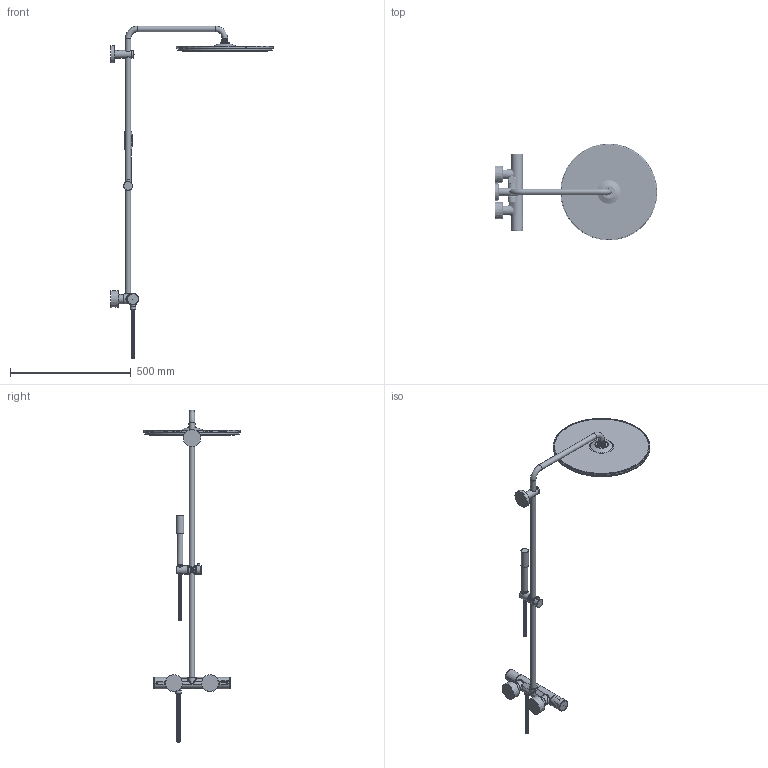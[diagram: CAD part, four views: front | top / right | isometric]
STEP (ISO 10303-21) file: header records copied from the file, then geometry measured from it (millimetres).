
FILE_DESCRIPTION(/* description */ ('Unknown'),/* implementation_level */ '2;1');
FILE_NAME(/* name */ '27174001d',/* time_stamp */ '2022-09-09T13:48:11+02:00',/* author */ ('Unknown'),/* organization */ ('GROHE AG'),/* preprocessor_version */ 'ST-DEVELOPER v16.7',/* originating_system */ 'DEX',/* authorisation */ $);
FILE_SCHEMA (('AUTOMOTIVE_DESIGN {1 0 10303 214 3 1 1}'));
Products named in the file (4): 27174001d; id11; cnet_srf; extrude#
Assembly tree (3 placements, depth 2):
  27174001d
    id11
    cnet_srf
    extrude#
Bounding box: 672.5 x 401 x 1373.2 mm (x, y, z)
Volume: 59338.4 mm3; surface area: 719757.6 mm2
Topology: 1 solids, 521 shells, 1381 faces, 5969 edges, 4714 vertices
Faces by surface type: cylinder 509, torus 334, cone 223, plane 170, bspline 127, sphere 18
Full cylindrical faces by diameter (mm): 0.9 x45, 2.5 x45, 2.7 x6, 3.95 x47, 3.997 x12, 4 x189, 4.1 x3, 7 x2, 8 x2, 13 x2, 14.3 x2, 15 x2, 16.2 x1, 18 x1, 19 x1, 19.9 x1, 20.96 x2, 21.8 x1, 22.5 x1, 22.6 x1, 23 x3, 24 x1, 26 x1, 27 x1, 27.7 x2, 28.5 x1, 30.5 x1, 31.2 x1, 31.3 x1, 32 x1
Entity records: 90771 total; most frequent: CARTESIAN_POINT 44919, DIRECTION 8408, ORIENTED_EDGE 5639, EDGE_CURVE 4572, VERTEX_POINT 4339, AXIS2_PLACEMENT_3D 3998, FACE_BOUND 2872, EDGE_LOOP 2869
